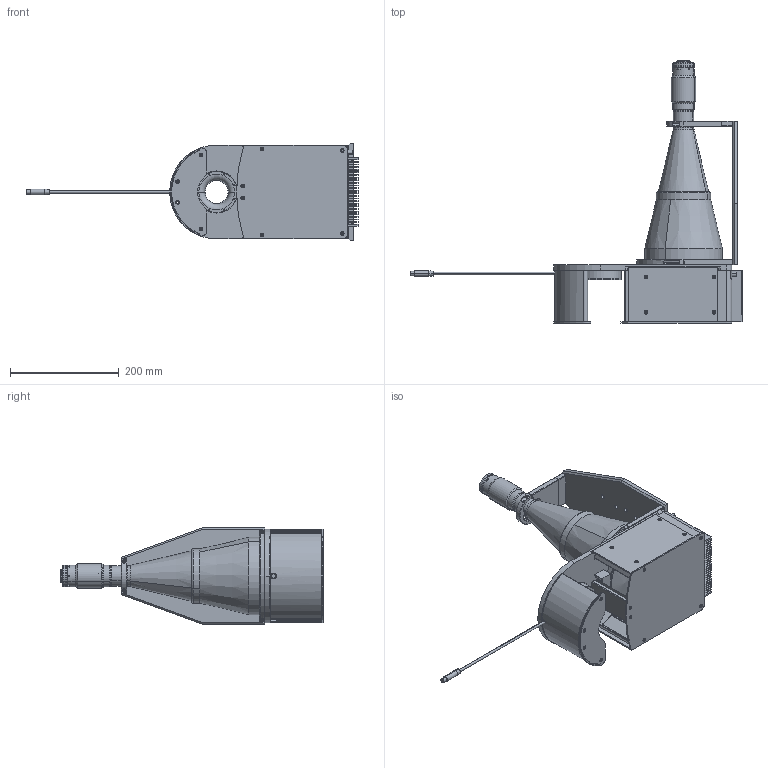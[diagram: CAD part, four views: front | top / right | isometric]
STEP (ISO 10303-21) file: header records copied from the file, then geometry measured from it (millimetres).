
FILE_DESCRIPTION (( 'STEP AP203' ), '1' );
FILE_NAME ('DP30048_TCCAGE4MHR096HP-C.step', '2020-06-26T10:39:40', ( '' ), ( '' ), 'SwSTEP 2.0', 'SolidWorks 2020', '' );
FILE_SCHEMA (( 'CONFIG_CONTROL_DESIGN' ));
Length unit declared in the file: millimetre
Products named in the file (1): DP30048_TCCAGE4MHR096HP-C
Bounding box: 611.73 x 483.71 x 179 mm (x, y, z)
Surface area: 729380.5 mm2 (no closed solid volume)
Topology: 0 solids, 120 shells, 895 faces, 3168 edges, 2366 vertices
Faces by surface type: plane 467, cylinder 283, cone 79, torus 64, sphere 2
Entity records: 34826 total; most frequent: CARTESIAN_POINT 7086, DIRECTION 6043, ORIENTED_EDGE 4745, EDGE_CURVE 3150, VERTEX_POINT 2366, AXIS2_PLACEMENT_3D 2076, LINE 1891, VECTOR 1891
